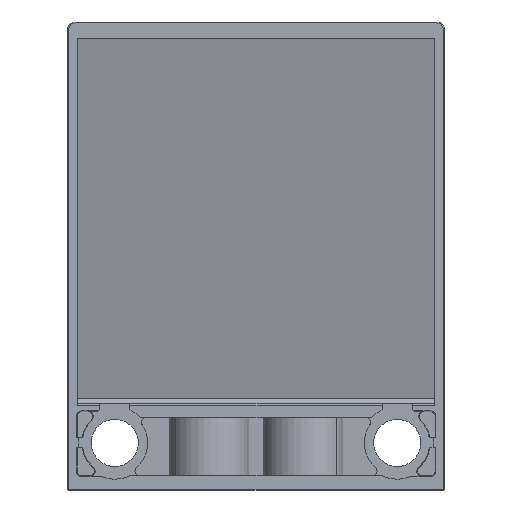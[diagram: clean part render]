
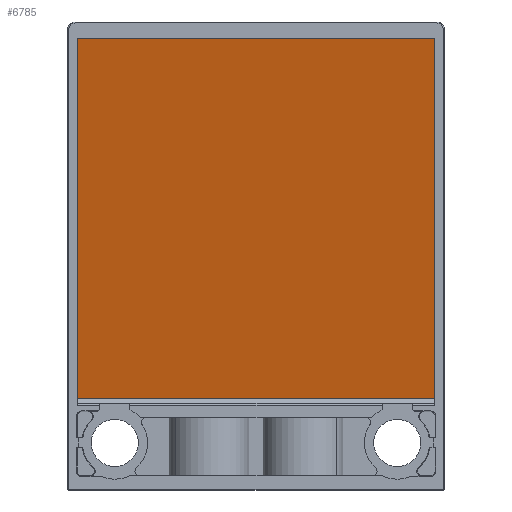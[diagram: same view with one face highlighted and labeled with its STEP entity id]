
A CAD part, front view. The second image highlights one B-rep face of the part: STEP entity #6785.
In plain terms, the highlighted planar face has unit normal (0, -0.974, -0.226).
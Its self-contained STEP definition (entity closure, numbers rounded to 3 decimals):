
#121=DIRECTION('',(0.,0.226,-0.974));
#122=VECTOR('',#121,39.222);
#123=CARTESIAN_POINT('',(13.549,-10.613,29.85));
#124=LINE('',#123,#122);
#149=DIRECTION('',(0.,-0.226,0.974));
#150=VECTOR('',#149,39.222);
#151=CARTESIAN_POINT('',(-24.451,-1.752,
-8.358));
#152=LINE('',#151,#150);
#1023=DIRECTION('',(1.,0.,0.));
#1024=VECTOR('',#1023,38.);
#1025=CARTESIAN_POINT('',(-24.451,-10.613,
29.85));
#1026=LINE('',#1025,#1024);
#3443=DIRECTION('',(-1.,0.,0.));
#3444=VECTOR('',#3443,38.);
#3445=CARTESIAN_POINT('',(13.549,-1.752,
-8.358));
#3446=LINE('',#3445,#3444);
#3596=CARTESIAN_POINT('',(-24.451,-10.613,
29.85));
#3597=CARTESIAN_POINT('',(13.549,-10.613,29.85));
#3598=VERTEX_POINT('',#3596);
#3599=VERTEX_POINT('',#3597);
#3693=CARTESIAN_POINT('',(-24.451,-1.752,
-8.358));
#3695=VERTEX_POINT('',#3693);
#3696=CARTESIAN_POINT('',(13.549,-1.752,
-8.358));
#3697=VERTEX_POINT('',#3696);
#6774=CARTESIAN_POINT('',(-15.451,-1.64,
-8.845));
#6775=DIRECTION('',(0.,-0.974,-0.226));
#6776=DIRECTION('',(0.,-0.226,0.974));
#6777=AXIS2_PLACEMENT_3D('',#6774,#6775,#6776);
#6778=PLANE('',#6777);
#6779=ORIENTED_EDGE('',*,*,#4143,.T.);
#6780=ORIENTED_EDGE('',*,*,#4163,.T.);
#6781=ORIENTED_EDGE('',*,*,#4790,.T.);
#6782=ORIENTED_EDGE('',*,*,#4125,.T.);
#6783=EDGE_LOOP('',(#6779,#6780,#6781,#6782));
#6784=FACE_OUTER_BOUND('',#6783,.F.);
#6785=ADVANCED_FACE('',(#6784),#6778,.T.);
#4125=EDGE_CURVE('',#3599,#3697,#124,.T.);
#4143=EDGE_CURVE('',#3697,#3695,#3446,.T.);
#4163=EDGE_CURVE('',#3695,#3598,#152,.T.);
#4790=EDGE_CURVE('',#3598,#3599,#1026,.T.);
